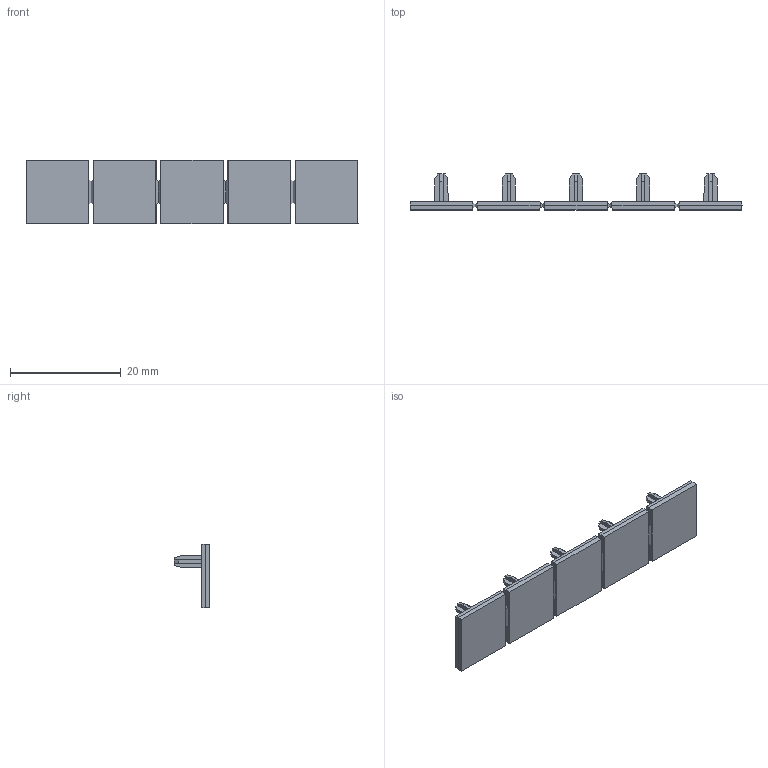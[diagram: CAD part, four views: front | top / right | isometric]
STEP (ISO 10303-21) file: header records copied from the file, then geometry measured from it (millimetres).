
FILE_DESCRIPTION(('Creo Elements/Direct Modeling STEP Export'),'2;1');
FILE_NAME('model.stp','2018-01-19T 8:17:14',(''),(''),'Creo Elements/Direct Modeling STEP processor for AP214 (Solid Model)','Creo Elements/Direct Modeling 18.1I 14-Aug-2016 (C) Parametric Technology GmbH','');
FILE_SCHEMA(('AUTOMOTIVE_DESIGN { 1 0 10303 214 1 1 1 1 }'));
Length unit declared in the file: millimetre
Products named in the file (2): WS_PT_16-select
Assembly tree (1 placements, depth 2):
  WS_PT_16-select
    WS_PT_16-select
Bounding box: 59.95 x 6.5 x 11.5 mm (x, y, z)
Volume: 1037.9 mm3; surface area: 1846.3 mm2
Topology: 1 solids, 1 shells, 167 faces, 444 edges, 284 vertices
Faces by surface type: plane 167
Entity records: 5043 total; most frequent: CARTESIAN_POINT 889, ORIENTED_EDGE 888, DIRECTION 774, EDGE_CURVE 444, VECTOR 436, LINE 436, VERTEX_POINT 284, EDGE_LOOP 172
